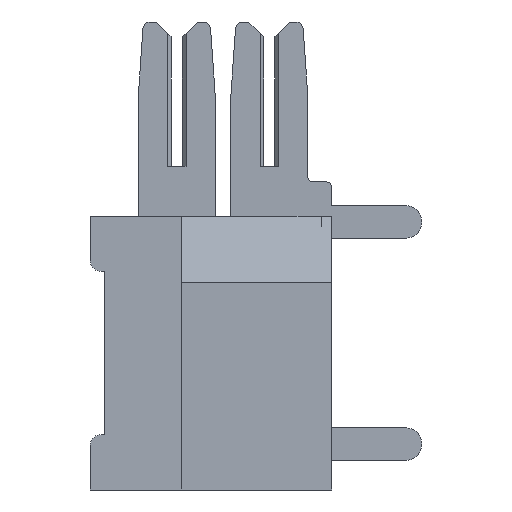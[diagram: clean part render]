
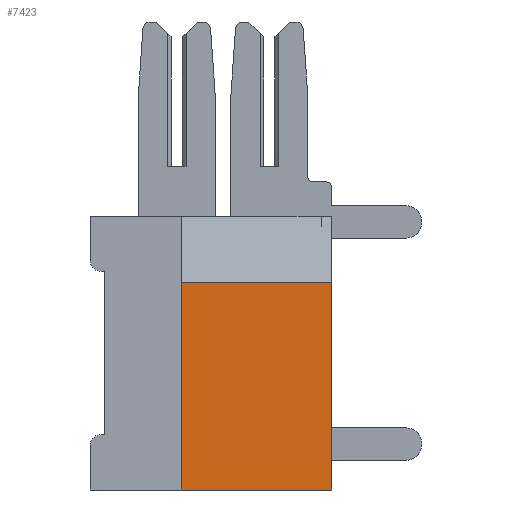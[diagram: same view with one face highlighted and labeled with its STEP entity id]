
A CAD part, left-side view. The second image highlights one B-rep face of the part: STEP entity #7423.
In plain terms, the highlighted planar face has unit normal (-1, 0, 0).
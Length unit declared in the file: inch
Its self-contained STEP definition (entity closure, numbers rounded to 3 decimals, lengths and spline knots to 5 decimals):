
#137 = LINE ( 'NONE', #2616, #1753 ) ;
#302 = CARTESIAN_POINT ( 'NONE',  ( 0., 0.326, -0.37 ) ) ;
#921 = CARTESIAN_POINT ( 'NONE',  ( 0., 0., -0.09 ) ) ;
#938 = VECTOR ( 'NONE', #2022, 39.37008 ) ;
#1334 = DIRECTION ( 'NONE',  ( 0., 0., -1. ) ) ;
#1419 = VERTEX_POINT ( 'NONE', #9499 ) ;
#1445 = LINE ( 'NONE', #9250, #938 ) ;
#1575 = EDGE_CURVE ( 'NONE', #8556, #9436, #4427, .T. ) ;
#1753 = VECTOR ( 'NONE', #7491, 39.37008 ) ;
#1860 = ORIENTED_EDGE ( 'NONE', *, *, #1575, .T. ) ;
#2021 = CARTESIAN_POINT ( 'NONE',  ( 0., 0.203, -0.09 ) ) ;
#2022 = DIRECTION ( 'NONE',  ( 0., 0., 1. ) ) ;
#2187 = VERTEX_POINT ( 'NONE', #2766 ) ;
#2364 = EDGE_LOOP ( 'NONE', ( #5092, #1860, #4878, #7182 ) ) ;
#2616 = CARTESIAN_POINT ( 'NONE',  ( 0., 0.203, -0.37 ) ) ;
#2766 = CARTESIAN_POINT ( 'NONE',  ( 0., 0., -0.37 ) ) ;
#3041 = EDGE_CURVE ( 'NONE', #1419, #2187, #3951, .T. ) ;
#3951 = LINE ( 'NONE', #302, #9844 ) ;
#3964 = CARTESIAN_POINT ( 'NONE',  ( 0., 0., -0.09 ) ) ;
#4323 = EDGE_CURVE ( 'NONE', #2187, #8556, #1445, .T. ) ;
#4427 = LINE ( 'NONE', #3964, #10314 ) ;
#4455 = CARTESIAN_POINT ( 'NONE',  ( 0., 0.326, 0. ) ) ;
#4777 = DIRECTION ( 'NONE',  ( 0., 1., 0. ) ) ;
#4878 = ORIENTED_EDGE ( 'NONE', *, *, #6822, .F. ) ;
#5092 = ORIENTED_EDGE ( 'NONE', *, *, #4323, .T. ) ;
#5416 = AXIS2_PLACEMENT_3D ( 'NONE', #4455, #7737, #1334 ) ;
#6822 = EDGE_CURVE ( 'NONE', #1419, #9436, #137, .T. ) ;
#7182 = ORIENTED_EDGE ( 'NONE', *, *, #3041, .T. ) ;
#7423 = ADVANCED_FACE ( 'NONE', ( #10142 ), #10081, .F. ) ;
#7491 = DIRECTION ( 'NONE',  ( 0., 0., 1. ) ) ;
#7737 = DIRECTION ( 'NONE',  ( 1., 0., 0. ) ) ;
#8556 = VERTEX_POINT ( 'NONE', #921 ) ;
#9250 = CARTESIAN_POINT ( 'NONE',  ( 0., 0., 0. ) ) ;
#9436 = VERTEX_POINT ( 'NONE', #2021 ) ;
#9499 = CARTESIAN_POINT ( 'NONE',  ( 0., 0.203, -0.37 ) ) ;
#9844 = VECTOR ( 'NONE', #9989, 39.37008 ) ;
#9989 = DIRECTION ( 'NONE',  ( 0., -1., 0. ) ) ;
#10081 = PLANE ( 'NONE',  #5416 ) ;
#10142 = FACE_OUTER_BOUND ( 'NONE', #2364, .T. ) ;
#10314 = VECTOR ( 'NONE', #4777, 39.37008 ) ;
